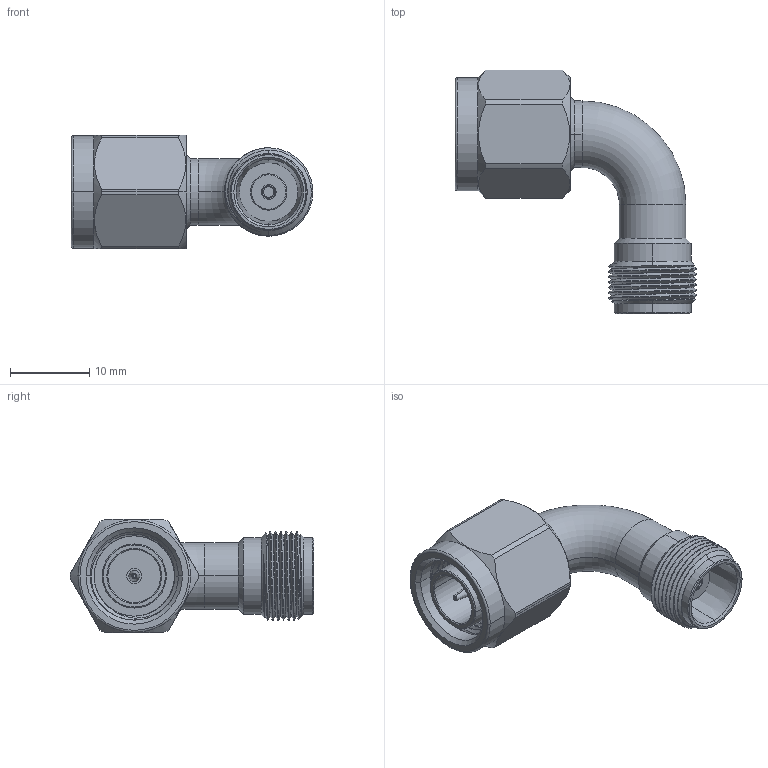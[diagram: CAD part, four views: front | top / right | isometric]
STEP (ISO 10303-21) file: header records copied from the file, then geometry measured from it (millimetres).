
FILE_DESCRIPTION (( 'STEP AP203' ), '1' );
FILE_NAME ('SM5746.step', '2018-10-16T16:13:47', ( '' ), ( '' ), 'SwSTEP 2.0', 'SolidWorks 2017', '' );
FILE_SCHEMA (( 'CONFIG_CONTROL_DESIGN' ));
Length unit declared in the file: inch
Products named in the file (1): SM5746
Bounding box: 30.43 x 30.67 x 14.29 mm (x, y, z)
Volume: 3399.8 mm3; surface area: 3173 mm2
Topology: 1 solids, 1 shells, 166 faces, 416 edges, 265 vertices
Faces by surface type: cylinder 71, plane 45, cone 38, torus 6, bspline 6
Entity records: 7728 total; most frequent: CARTESIAN_POINT 3860, ORIENTED_EDGE 832, DIRECTION 777, EDGE_CURVE 416, AXIS2_PLACEMENT_3D 316, VERTEX_POINT 265, EDGE_LOOP 179, FACE_OUTER_BOUND 166
